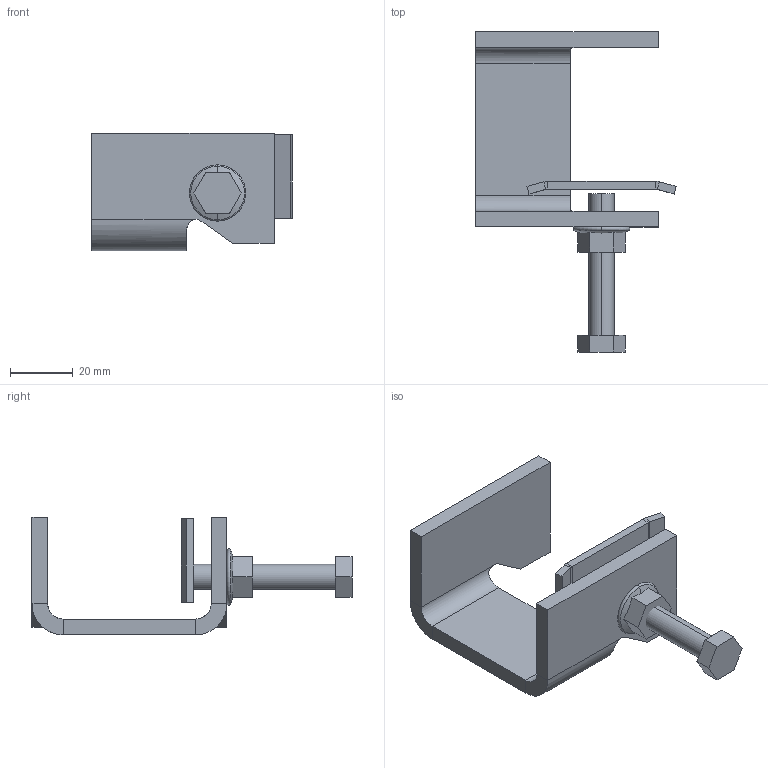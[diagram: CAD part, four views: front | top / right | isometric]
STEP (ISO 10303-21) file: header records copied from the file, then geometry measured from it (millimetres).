
FILE_DESCRIPTION (( 'STEP AP214' ), '1' );
FILE_NAME ('6221075_KSTP1.stp', '2018-08-31T06:36:29', ( '' ), ( '' ), 'SwSTEP 2.0', 'SolidWorks 2016', '' );
FILE_SCHEMA (( 'AUTOMOTIVE_DESIGN' ));
Length unit declared in the file: millimetre
Products named in the file (5): 121018_KLL 52 FT-A2; 116786_ISO 4017 - M8 x 45; hex flange nut_din_Sechskantmutter mit Flansch DIN EN 1661 - M8; 033479_Standard; 6221075_KSTP1
Assembly tree (4 placements, depth 2):
  6221075_KSTP1
    121018_KLL 52 FT-A2
    116786_ISO 4017 - M8 x 45
    033479_Standard
    hex flange nut_din_Sechskantmutter mit Flansch DIN EN 1661 - M8
Bounding box: 63.73 x 101.81 x 37.37 mm (x, y, z)
Volume: 33787.6 mm3; surface area: 18309.1 mm2
Topology: 4 solids, 4 shells, 81 faces, 182 edges, 110 vertices
Faces by surface type: plane 57, cylinder 18, bspline 2, cone 2, torus 2
Entity records: 2645 total; most frequent: CARTESIAN_POINT 603, DIRECTION 380, ORIENTED_EDGE 364, EDGE_CURVE 182, AXIS2_PLACEMENT_3D 128, VECTOR 124, LINE 124, VERTEX_POINT 110
